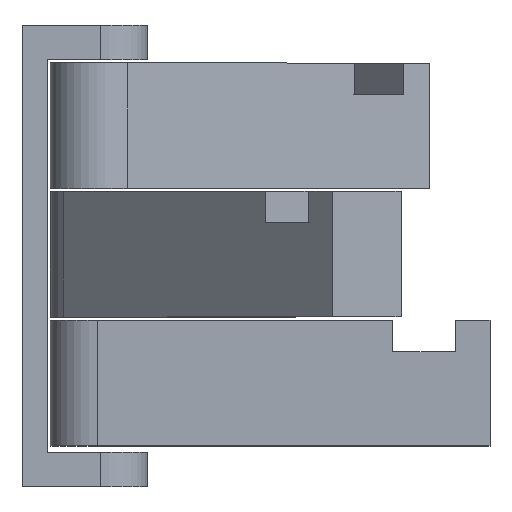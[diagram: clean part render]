
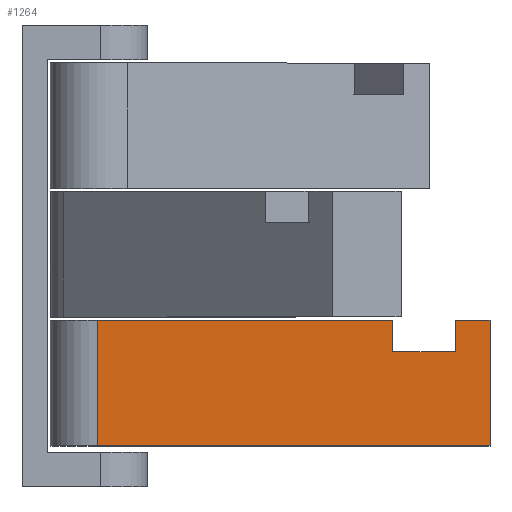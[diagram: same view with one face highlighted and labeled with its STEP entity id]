
A CAD part, top view. The second image highlights one B-rep face of the part: STEP entity #1264.
In plain terms, the highlighted planar face has unit normal (0, 0, 1).
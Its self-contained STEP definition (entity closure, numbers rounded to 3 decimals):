
#7 = LINE ( 'NONE', #1766, #856 ) ;
#62 = ORIENTED_EDGE ( 'NONE', *, *, #409, .T. ) ;
#65 = VECTOR ( 'NONE', #289, 1000. ) ;
#151 = DIRECTION ( 'NONE',  ( -1., 0., 0. ) ) ;
#161 = DIRECTION ( 'NONE',  ( 0., -1., 0. ) ) ;
#163 = EDGE_CURVE ( 'NONE', #2104, #889, #1308, .T. ) ;
#196 = VERTEX_POINT ( 'NONE', #1620 ) ;
#289 = DIRECTION ( 'NONE',  ( -1., 0., 0. ) ) ;
#310 = CARTESIAN_POINT ( 'NONE',  ( 0., 0., 7.5 ) ) ;
#337 = ORIENTED_EDGE ( 'NONE', *, *, #395, .T. ) ;
#344 = CARTESIAN_POINT ( 'NONE',  ( 64.5, -5., 7.5 ) ) ;
#371 = CARTESIAN_POINT ( 'NONE',  ( 54.5, 0., 7.5 ) ) ;
#373 = LINE ( 'NONE', #1025, #1098 ) ;
#391 = ORIENTED_EDGE ( 'NONE', *, *, #623, .T. ) ;
#395 = EDGE_CURVE ( 'NONE', #468, #2177, #795, .T. ) ;
#409 = EDGE_CURVE ( 'NONE', #889, #468, #1692, .T. ) ;
#433 = DIRECTION ( 'NONE',  ( 0., 1., 0. ) ) ;
#456 = EDGE_CURVE ( 'NONE', #1990, #2104, #7, .T. ) ;
#457 = EDGE_CURVE ( 'NONE', #1773, #1990, #373, .T. ) ;
#468 = VERTEX_POINT ( 'NONE', #1744 ) ;
#490 = VECTOR ( 'NONE', #1871, 1000. ) ;
#546 = ORIENTED_EDGE ( 'NONE', *, *, #457, .T. ) ;
#569 = EDGE_LOOP ( 'NONE', ( #546, #860, #1203, #62, #337, #1254, #1034, #391 ) ) ;
#623 = EDGE_CURVE ( 'NONE', #1919, #1773, #1134, .T. ) ;
#657 = CARTESIAN_POINT ( 'NONE',  ( 70., -20., 7.5 ) ) ;
#670 = DIRECTION ( 'NONE',  ( 0., -1., 0. ) ) ;
#746 = VECTOR ( 'NONE', #670, 1000. ) ;
#768 = CARTESIAN_POINT ( 'NONE',  ( 64.5, 0., 7.5 ) ) ;
#788 = AXIS2_PLACEMENT_3D ( 'NONE', #310, #1529, #998 ) ;
#795 = LINE ( 'NONE', #2203, #65 ) ;
#830 = CARTESIAN_POINT ( 'NONE',  ( 54.5, -5., 7.5 ) ) ;
#838 = EDGE_CURVE ( 'NONE', #2177, #196, #1364, .T. ) ;
#856 = VECTOR ( 'NONE', #161, 1000. ) ;
#860 = ORIENTED_EDGE ( 'NONE', *, *, #456, .T. ) ;
#889 = VERTEX_POINT ( 'NONE', #657 ) ;
#998 = DIRECTION ( 'NONE',  ( -1., 0., 0. ) ) ;
#1025 = CARTESIAN_POINT ( 'NONE',  ( 0., 0., 7.5 ) ) ;
#1034 = ORIENTED_EDGE ( 'NONE', *, *, #1348, .T. ) ;
#1098 = VECTOR ( 'NONE', #151, 1000. ) ;
#1134 = LINE ( 'NONE', #2113, #2272 ) ;
#1166 = CARTESIAN_POINT ( 'NONE',  ( 70., 0., 7.5 ) ) ;
#1203 = ORIENTED_EDGE ( 'NONE', *, *, #163, .T. ) ;
#1254 = ORIENTED_EDGE ( 'NONE', *, *, #838, .T. ) ;
#1264 = ADVANCED_FACE ( 'NONE', ( #2210 ), #1838, .F. ) ;
#1303 = CARTESIAN_POINT ( 'NONE',  ( 54.5, -5., 7.5 ) ) ;
#1308 = LINE ( 'NONE', #1657, #2281 ) ;
#1315 = VECTOR ( 'NONE', #2261, 1000. ) ;
#1348 = EDGE_CURVE ( 'NONE', #196, #1919, #2252, .T. ) ;
#1364 = LINE ( 'NONE', #344, #746 ) ;
#1384 = CARTESIAN_POINT ( 'NONE',  ( 7.5, -20., 7.5 ) ) ;
#1529 = DIRECTION ( 'NONE',  ( 0., 0., -1. ) ) ;
#1620 = CARTESIAN_POINT ( 'NONE',  ( 64.5, -5., 7.5 ) ) ;
#1657 = CARTESIAN_POINT ( 'NONE',  ( 70., -20., 7.5 ) ) ;
#1692 = LINE ( 'NONE', #1166, #490 ) ;
#1744 = CARTESIAN_POINT ( 'NONE',  ( 70., 0., 7.5 ) ) ;
#1766 = CARTESIAN_POINT ( 'NONE',  ( 7.5, 0., 7.5 ) ) ;
#1773 = VERTEX_POINT ( 'NONE', #371 ) ;
#1811 = DIRECTION ( 'NONE',  ( 1., 0., 0. ) ) ;
#1838 = PLANE ( 'NONE',  #788 ) ;
#1864 = CARTESIAN_POINT ( 'NONE',  ( 7.5, 0., 7.5 ) ) ;
#1871 = DIRECTION ( 'NONE',  ( 0., 1., 0. ) ) ;
#1919 = VERTEX_POINT ( 'NONE', #1303 ) ;
#1990 = VERTEX_POINT ( 'NONE', #1864 ) ;
#2104 = VERTEX_POINT ( 'NONE', #1384 ) ;
#2113 = CARTESIAN_POINT ( 'NONE',  ( 54.5, 0., 7.5 ) ) ;
#2177 = VERTEX_POINT ( 'NONE', #768 ) ;
#2203 = CARTESIAN_POINT ( 'NONE',  ( 64.5, 0., 7.5 ) ) ;
#2210 = FACE_OUTER_BOUND ( 'NONE', #569, .T. ) ;
#2252 = LINE ( 'NONE', #830, #1315 ) ;
#2261 = DIRECTION ( 'NONE',  ( -1., 0., 0. ) ) ;
#2272 = VECTOR ( 'NONE', #433, 1000. ) ;
#2281 = VECTOR ( 'NONE', #1811, 1000. ) ;
